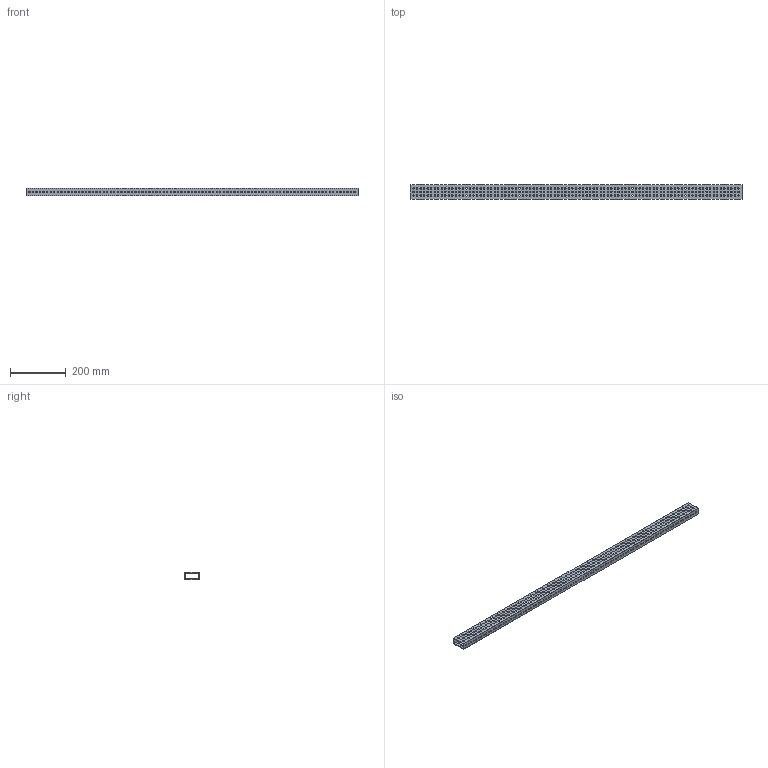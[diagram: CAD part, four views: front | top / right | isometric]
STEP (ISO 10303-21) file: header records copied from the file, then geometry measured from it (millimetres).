
FILE_DESCRIPTION (( 'STEP AP214' ), '1' );
FILE_NAME ('WCP-1428 Rev1.step', '2023-11-16T21:59:43', ( '' ), ( '' ), 'SwSTEP 2.0', 'SolidWorks 2022', '' );
FILE_SCHEMA (( 'AUTOMOTIVE_DESIGN' ));
Length unit declared in the file: inch
Products named in the file (1): WCP-1428 Rev1
Bounding box: 1193.8 x 50.8 x 25.4 mm (x, y, z)
Volume: 371669.6 mm3; surface area: 340552.7 mm2
Topology: 1 solids, 1 shells, 1498 faces, 4488 edges, 2992 vertices
Faces by surface type: cylinder 1488, plane 10
Entity records: 55388 total; most frequent: DIRECTION 10462, CARTESIAN_POINT 8979, ORIENTED_EDGE 8976, EDGE_CURVE 4488, AXIS2_PLACEMENT_3D 4475, VERTEX_POINT 2992, EDGE_LOOP 2988, CIRCLE 2976
